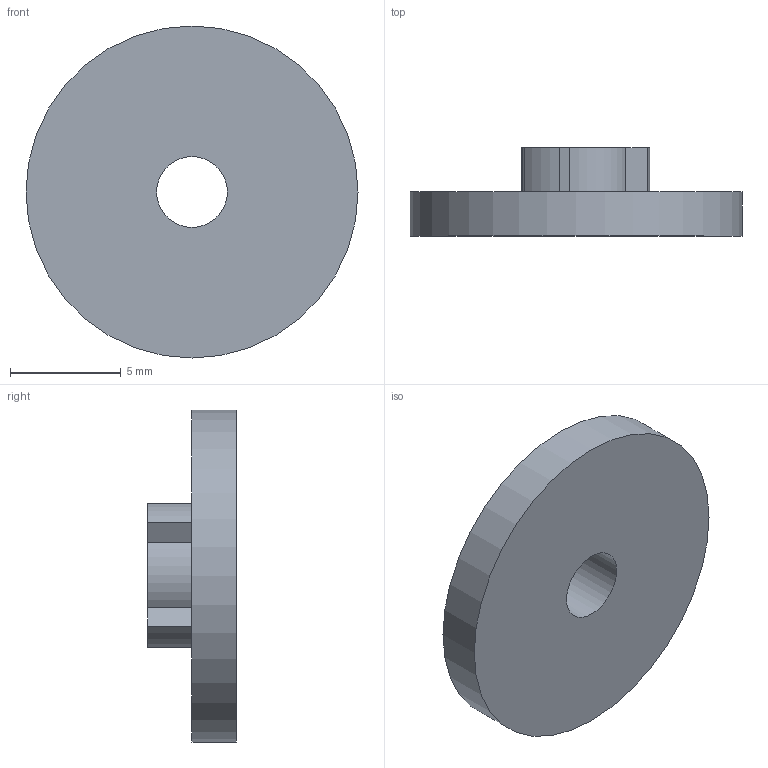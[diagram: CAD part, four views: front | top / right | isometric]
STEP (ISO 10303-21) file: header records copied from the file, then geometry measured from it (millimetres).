
FILE_DESCRIPTION (( 'STEP AP203' ), '1' );
FILE_NAME ('hub_cap.STEP', '2017-07-10T13:17:26', ( '' ), ( '' ), 'SwSTEP 2.0', 'SolidWorks 2017', '' );
FILE_SCHEMA (( 'CONFIG_CONTROL_DESIGN' ));
Length unit declared in the file: millimetre
Products named in the file (1): hub_cap
Bounding box: 15 x 4 x 15 mm (x, y, z)
Volume: 367.8 mm3; surface area: 513.7 mm2
Topology: 1 solids, 1 shells, 17 faces, 42 edges, 28 vertices
Faces by surface type: plane 9, cylinder 8
Full cylindrical faces by diameter (mm): 3.2 x1, 15 x1
Entity records: 583 total; most frequent: DIRECTION 92, CARTESIAN_POINT 86, ORIENTED_EDGE 80, EDGE_CURVE 40, AXIS2_PLACEMENT_3D 34, VERTEX_POINT 28, LINE 24, VECTOR 24
